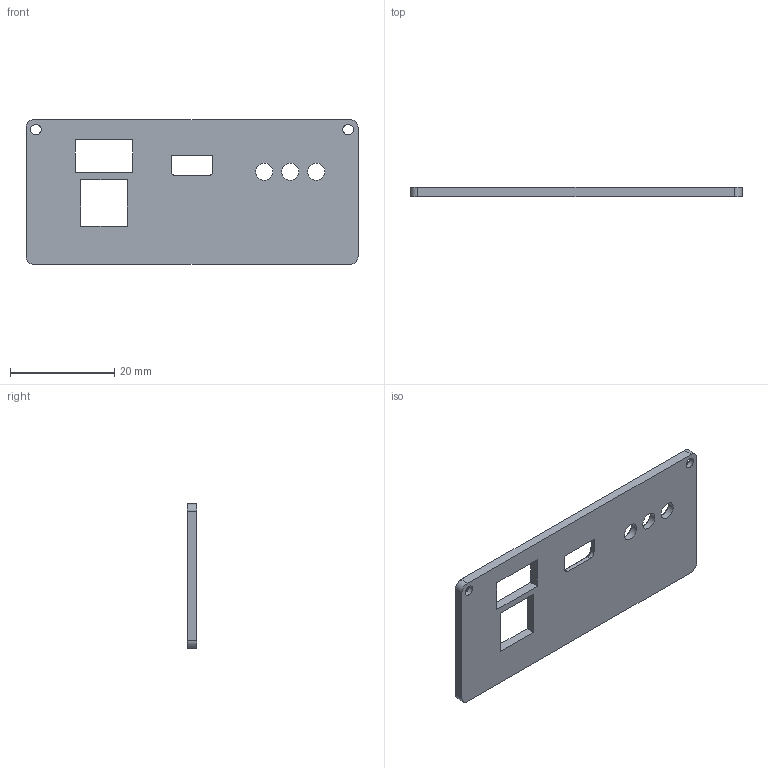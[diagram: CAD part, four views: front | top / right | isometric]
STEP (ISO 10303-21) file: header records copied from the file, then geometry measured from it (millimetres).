
FILE_DESCRIPTION(/* description */ (''),/* implementation_level */ '2;1');
FILE_NAME(/* name */ 'Side2 v5.step',/* time_stamp */ '2023-03-17T17:48:14+01:00',/* author */ (''),/* organization */ (''),/* preprocessor_version */ 'ST-DEVELOPER v19.2',/* originating_system */ 'Autodesk Translation Framework v11.17.0.187',/* authorisation */ '');
FILE_SCHEMA (('AUTOMOTIVE_DESIGN { 1 0 10303 214 3 1 1 }'));
Length unit declared in the file: millimetre
Products named in the file (1): Side2
Bounding box: 63.8 x 1.8 x 27.8 mm (x, y, z)
Volume: 2782.1 mm3; surface area: 3663.8 mm2
Topology: 1 solids, 1 shells, 40 faces, 103 edges, 65 vertices
Faces by surface type: plane 22, cylinder 11, cone 7
Full cylindrical faces by diameter (mm): 2 x2, 3.3 x3
Entity records: 1273 total; most frequent: DIRECTION 214, CARTESIAN_POINT 209, ORIENTED_EDGE 206, EDGE_CURVE 103, LINE 74, VECTOR 74, AXIS2_PLACEMENT_3D 70, VERTEX_POINT 65
